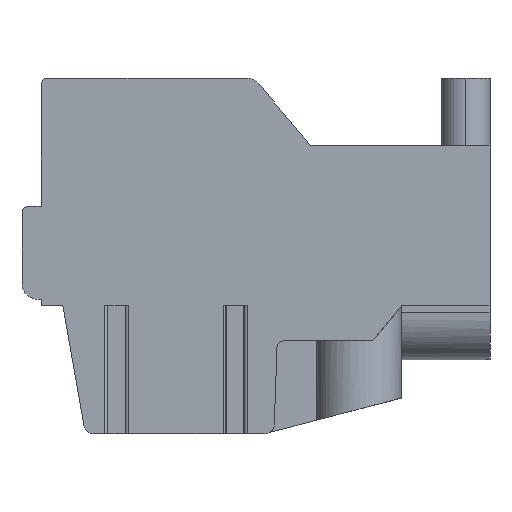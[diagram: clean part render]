
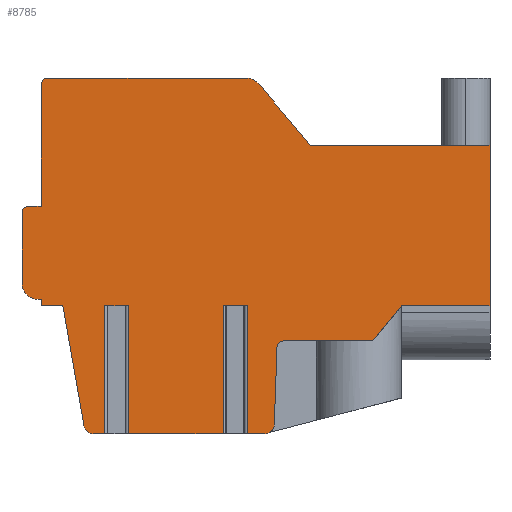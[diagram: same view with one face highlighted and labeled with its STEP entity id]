
A CAD part, front view. The second image highlights one B-rep face of the part: STEP entity #8785.
In plain terms, the highlighted planar face has unit normal (0, -1, 0).
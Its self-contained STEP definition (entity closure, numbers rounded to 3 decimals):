
#1=DIRECTION('',(1.,0.,0.));
#2=VECTOR('',#1,0.746);
#3=CARTESIAN_POINT('',(-12.023,0.,-7.186));
#4=LINE('',#3,#2);
#5=DIRECTION('',(0.,0.,-1.));
#6=VECTOR('',#5,4.);
#7=CARTESIAN_POINT('',(-12.023,0.,-7.186));
#8=LINE('',#7,#6);
#9=DIRECTION('',(-1.,0.,0.));
#10=VECTOR('',#9,0.348);
#11=CARTESIAN_POINT('',(-12.023,0.,-11.186));
#12=LINE('',#11,#10);
#13=CARTESIAN_POINT('',(-12.371,0.,-10.886));
#14=DIRECTION('',(0.,1.,0.));
#15=DIRECTION('',(0.,0.,-1.));
#16=AXIS2_PLACEMENT_3D('',#13,#14,#15);
#18=DIRECTION('',(-0.174,0.,0.985));
#19=VECTOR('',#18,3.81);
#20=CARTESIAN_POINT('',(-12.667,0.,-10.938));
#21=LINE('',#20,#19);
#22=DIRECTION('',(-1.,0.,0.));
#23=VECTOR('',#22,0.672);
#24=CARTESIAN_POINT('',(-13.328,0.,-7.186));
#25=LINE('',#24,#23);
#26=DIRECTION('',(0.,0.,1.));
#27=VECTOR('',#26,0.2);
#28=CARTESIAN_POINT('',(-14.,0.,-7.186));
#29=LINE('',#28,#27);
#30=DIRECTION('',(-1.,0.,0.));
#31=VECTOR('',#30,0.1);
#32=CARTESIAN_POINT('',(-14.,0.,-6.986));
#33=LINE('',#32,#31);
#34=CARTESIAN_POINT('',(-14.1,0.,-6.486));
#35=DIRECTION('',(0.,1.,0.));
#36=DIRECTION('',(0.,0.,-1.));
#37=AXIS2_PLACEMENT_3D('',#34,#35,#36);
#39=DIRECTION('',(0.,0.,1.));
#40=VECTOR('',#39,2.2);
#41=CARTESIAN_POINT('',(-14.6,0.,-6.486));
#42=LINE('',#41,#40);
#43=CARTESIAN_POINT('',(-14.4,0.,-4.286));
#44=DIRECTION('',(0.,1.,0.));
#45=DIRECTION('',(-1.,0.,0.));
#46=AXIS2_PLACEMENT_3D('',#43,#44,#45);
#48=DIRECTION('',(1.,0.,0.));
#49=VECTOR('',#48,0.4);
#50=CARTESIAN_POINT('',(-14.4,0.,-4.086));
#51=LINE('',#50,#49);
#52=DIRECTION('',(0.,0.,1.));
#53=VECTOR('',#52,3.8);
#54=CARTESIAN_POINT('',(-14.,0.,-4.086));
#55=LINE('',#54,#53);
#56=CARTESIAN_POINT('',(-13.8,0.,-0.286));
#57=DIRECTION('',(0.,1.,0.));
#58=DIRECTION('',(-1.,0.,0.));
#59=AXIS2_PLACEMENT_3D('',#56,#57,#58);
#61=DIRECTION('',(1.,0.,0.));
#62=VECTOR('',#61,6.205);
#63=CARTESIAN_POINT('',(-13.8,0.,-0.086));
#64=LINE('',#63,#62);
#65=CARTESIAN_POINT('',(-7.595,0.,-0.586));
#66=DIRECTION('',(0.,1.,0.));
#67=DIRECTION('',(0.,0.,1.));
#68=AXIS2_PLACEMENT_3D('',#65,#66,#67);
#70=DIRECTION('',(0.643,0.,-0.766));
#71=VECTOR('',#70,2.508);
#72=CARTESIAN_POINT('',(-7.212,0.,-0.264));
#73=LINE('',#72,#71);
#74=DIRECTION('',(1.,0.,0.));
#75=VECTOR('',#74,5.6);
#76=CARTESIAN_POINT('',(-5.6,0.,-2.186));
#77=LINE('',#76,#75);
#78=DIRECTION('',(0.,0.,-1.));
#79=VECTOR('',#78,5.);
#80=CARTESIAN_POINT('',(0.,0.,-2.186));
#81=LINE('',#80,#79);
#82=DIRECTION('',(-1.,0.,0.));
#83=VECTOR('',#82,2.75);
#84=CARTESIAN_POINT('',(0.,0.,-7.186));
#85=LINE('',#84,#83);
#86=DIRECTION('',(-0.635,0.,-0.773));
#87=VECTOR('',#86,1.423);
#88=CARTESIAN_POINT('',(-2.75,0.,-7.186));
#89=LINE('',#88,#87);
#90=DIRECTION('',(-1.,0.,0.));
#91=VECTOR('',#90,2.792);
#92=CARTESIAN_POINT('',(-3.653,0.,-8.286));
#93=LINE('',#92,#91);
#94=CARTESIAN_POINT('',(-6.445,0.,-8.486));
#95=DIRECTION('',(0.,-1.,0.));
#96=DIRECTION('',(0.,0.,1.));
#97=AXIS2_PLACEMENT_3D('',#94,#95,#96);
#99=DIRECTION('',(-0.035,0.,-0.999));
#100=VECTOR('',#99,2.419);
#101=CARTESIAN_POINT('',(-6.645,0.,-8.479));
#102=LINE('',#101,#100);
#103=CARTESIAN_POINT('',(-7.029,0.,-10.886));
#104=DIRECTION('',(0.,1.,0.));
#105=DIRECTION('',(0.999,0.,-0.035));
#106=AXIS2_PLACEMENT_3D('',#103,#104,#105);
#108=DIRECTION('',(-1.,0.,0.));
#109=VECTOR('',#108,0.547);
#110=CARTESIAN_POINT('',(-7.029,0.,-11.186));
#111=LINE('',#110,#109);
#112=DIRECTION('',(0.,0.,-1.));
#113=VECTOR('',#112,4.);
#114=CARTESIAN_POINT('',(-7.577,0.,-7.186));
#115=LINE('',#114,#113);
#116=DIRECTION('',(1.,0.,0.));
#117=VECTOR('',#116,0.746);
#118=CARTESIAN_POINT('',(-8.323,0.,-7.186));
#119=LINE('',#118,#117);
#120=DIRECTION('',(0.,0.,-1.));
#121=VECTOR('',#120,4.);
#122=CARTESIAN_POINT('',(-8.323,0.,-7.186));
#123=LINE('',#122,#121);
#124=DIRECTION('',(-1.,0.,0.));
#125=VECTOR('',#124,2.954);
#126=CARTESIAN_POINT('',(-8.323,0.,-11.186));
#127=LINE('',#126,#125);
#128=DIRECTION('',(0.,0.,-1.));
#129=VECTOR('',#128,4.);
#130=CARTESIAN_POINT('',(-11.277,0.,-7.186));
#131=LINE('',#130,#129);
#6801=CARTESIAN_POINT('',(-14.6,0.,-6.486));
#6802=CARTESIAN_POINT('',(-14.6,0.,-4.286));
#6803=VERTEX_POINT('',#6801);
#6804=VERTEX_POINT('',#6802);
#6805=CARTESIAN_POINT('',(-14.4,0.,-4.086));
#6806=VERTEX_POINT('',#6805);
#6807=CARTESIAN_POINT('',(-14.,0.,-4.086));
#6808=VERTEX_POINT('',#6807);
#6809=CARTESIAN_POINT('',(-14.,0.,-0.286));
#6810=VERTEX_POINT('',#6809);
#6811=CARTESIAN_POINT('',(-13.8,0.,-0.086));
#6812=VERTEX_POINT('',#6811);
#6813=CARTESIAN_POINT('',(-7.595,0.,-0.086));
#6814=VERTEX_POINT('',#6813);
#6815=CARTESIAN_POINT('',(-7.212,0.,-0.264));
#6816=VERTEX_POINT('',#6815);
#6817=CARTESIAN_POINT('',(-5.6,0.,-2.186));
#6818=VERTEX_POINT('',#6817);
#6819=CARTESIAN_POINT('',(0.,0.,-2.186));
#6820=VERTEX_POINT('',#6819);
#6821=CARTESIAN_POINT('',(0.,0.,-7.186));
#6822=VERTEX_POINT('',#6821);
#6823=CARTESIAN_POINT('',(-2.75,0.,-7.186));
#6824=VERTEX_POINT('',#6823);
#6825=CARTESIAN_POINT('',(-3.653,0.,-8.286));
#6826=VERTEX_POINT('',#6825);
#6827=CARTESIAN_POINT('',(-6.445,0.,-8.286));
#6828=VERTEX_POINT('',#6827);
#6829=CARTESIAN_POINT('',(-6.645,0.,-8.479));
#6830=VERTEX_POINT('',#6829);
#6831=CARTESIAN_POINT('',(-6.73,0.,-10.896));
#6832=VERTEX_POINT('',#6831);
#6833=CARTESIAN_POINT('',(-7.029,0.,-11.186));
#6834=VERTEX_POINT('',#6833);
#6835=CARTESIAN_POINT('',(-12.371,0.,-11.186));
#6836=CARTESIAN_POINT('',(-12.667,0.,-10.938));
#6837=VERTEX_POINT('',#6835);
#6838=VERTEX_POINT('',#6836);
#6839=CARTESIAN_POINT('',(-13.328,0.,-7.186));
#6840=VERTEX_POINT('',#6839);
#6841=CARTESIAN_POINT('',(-14.,0.,-7.186));
#6842=VERTEX_POINT('',#6841);
#6843=CARTESIAN_POINT('',(-14.,0.,-6.986));
#6844=VERTEX_POINT('',#6843);
#6845=CARTESIAN_POINT('',(-14.1,0.,-6.986));
#6846=VERTEX_POINT('',#6845);
#7297=CARTESIAN_POINT('',(-12.023,0.,-7.186));
#7298=CARTESIAN_POINT('',(-11.277,0.,-7.186));
#7299=VERTEX_POINT('',#7297);
#7300=VERTEX_POINT('',#7298);
#7301=CARTESIAN_POINT('',(-8.323,0.,-7.186));
#7302=CARTESIAN_POINT('',(-7.577,0.,-7.186));
#7303=VERTEX_POINT('',#7301);
#7304=VERTEX_POINT('',#7302);
#7305=CARTESIAN_POINT('',(-11.277,0.,-11.186));
#7306=VERTEX_POINT('',#7305);
#7307=CARTESIAN_POINT('',(-12.023,0.,-11.186));
#7308=VERTEX_POINT('',#7307);
#7309=CARTESIAN_POINT('',(-8.323,0.,-11.186));
#7310=VERTEX_POINT('',#7309);
#7311=CARTESIAN_POINT('',(-7.577,0.,-11.186));
#7312=VERTEX_POINT('',#7311);
#8716=CARTESIAN_POINT('',(0.,0.,0.));
#8717=DIRECTION('',(0.,1.,0.));
#8718=DIRECTION('',(1.,0.,0.));
#8719=AXIS2_PLACEMENT_3D('',#8716,#8717,#8718);
#8720=PLANE('',#8719);
#8722=ORIENTED_EDGE('',*,*,#8721,.F.);
#8724=ORIENTED_EDGE('',*,*,#8723,.T.);
#8726=ORIENTED_EDGE('',*,*,#8725,.T.);
#8728=ORIENTED_EDGE('',*,*,#8727,.T.);
#8730=ORIENTED_EDGE('',*,*,#8729,.T.);
#8732=ORIENTED_EDGE('',*,*,#8731,.T.);
#8734=ORIENTED_EDGE('',*,*,#8733,.T.);
#8736=ORIENTED_EDGE('',*,*,#8735,.T.);
#8738=ORIENTED_EDGE('',*,*,#8737,.T.);
#8740=ORIENTED_EDGE('',*,*,#8739,.T.);
#8742=ORIENTED_EDGE('',*,*,#8741,.T.);
#8744=ORIENTED_EDGE('',*,*,#8743,.T.);
#8746=ORIENTED_EDGE('',*,*,#8745,.T.);
#8748=ORIENTED_EDGE('',*,*,#8747,.T.);
#8750=ORIENTED_EDGE('',*,*,#8749,.T.);
#8752=ORIENTED_EDGE('',*,*,#8751,.T.);
#8754=ORIENTED_EDGE('',*,*,#8753,.T.);
#8756=ORIENTED_EDGE('',*,*,#8755,.T.);
#8758=ORIENTED_EDGE('',*,*,#8757,.T.);
#8760=ORIENTED_EDGE('',*,*,#8759,.T.);
#8762=ORIENTED_EDGE('',*,*,#8761,.T.);
#8764=ORIENTED_EDGE('',*,*,#8763,.T.);
#8766=ORIENTED_EDGE('',*,*,#8765,.T.);
#8768=ORIENTED_EDGE('',*,*,#8767,.T.);
#8770=ORIENTED_EDGE('',*,*,#8769,.T.);
#8772=ORIENTED_EDGE('',*,*,#8771,.T.);
#8774=ORIENTED_EDGE('',*,*,#8773,.F.);
#8776=ORIENTED_EDGE('',*,*,#8775,.F.);
#8778=ORIENTED_EDGE('',*,*,#8777,.T.);
#8780=ORIENTED_EDGE('',*,*,#8779,.T.);
#8782=ORIENTED_EDGE('',*,*,#8781,.F.);
#8783=EDGE_LOOP('',(#8722,#8724,#8726,#8728,#8730,#8732,#8734,#8736,#8738,#8740,
#8742,#8744,#8746,#8748,#8750,#8752,#8754,#8756,#8758,#8760,#8762,#8764,#8766,
#8768,#8770,#8772,#8774,#8776,#8778,#8780,#8782));
#8784=FACE_OUTER_BOUND('',#8783,.F.);
#8785=ADVANCED_FACE('',(#8784),#8720,.F.);
#17=CIRCLE('',#16,0.3);
#38=CIRCLE('',#37,0.5);
#47=CIRCLE('',#46,0.2);
#60=CIRCLE('',#59,0.2);
#69=CIRCLE('',#68,0.5);
#98=CIRCLE('',#97,0.2);
#107=CIRCLE('',#106,0.3);
#8721=EDGE_CURVE('',#7299,#7300,#4,.T.);
#8723=EDGE_CURVE('',#7299,#7308,#8,.T.);
#8725=EDGE_CURVE('',#7308,#6837,#12,.T.);
#8727=EDGE_CURVE('',#6837,#6838,#17,.T.);
#8729=EDGE_CURVE('',#6838,#6840,#21,.T.);
#8731=EDGE_CURVE('',#6840,#6842,#25,.T.);
#8733=EDGE_CURVE('',#6842,#6844,#29,.T.);
#8735=EDGE_CURVE('',#6844,#6846,#33,.T.);
#8737=EDGE_CURVE('',#6846,#6803,#38,.T.);
#8739=EDGE_CURVE('',#6803,#6804,#42,.T.);
#8741=EDGE_CURVE('',#6804,#6806,#47,.T.);
#8743=EDGE_CURVE('',#6806,#6808,#51,.T.);
#8745=EDGE_CURVE('',#6808,#6810,#55,.T.);
#8747=EDGE_CURVE('',#6810,#6812,#60,.T.);
#8749=EDGE_CURVE('',#6812,#6814,#64,.T.);
#8751=EDGE_CURVE('',#6814,#6816,#69,.T.);
#8753=EDGE_CURVE('',#6816,#6818,#73,.T.);
#8755=EDGE_CURVE('',#6818,#6820,#77,.T.);
#8757=EDGE_CURVE('',#6820,#6822,#81,.T.);
#8759=EDGE_CURVE('',#6822,#6824,#85,.T.);
#8761=EDGE_CURVE('',#6824,#6826,#89,.T.);
#8763=EDGE_CURVE('',#6826,#6828,#93,.T.);
#8765=EDGE_CURVE('',#6828,#6830,#98,.T.);
#8767=EDGE_CURVE('',#6830,#6832,#102,.T.);
#8769=EDGE_CURVE('',#6832,#6834,#107,.T.);
#8771=EDGE_CURVE('',#6834,#7312,#111,.T.);
#8773=EDGE_CURVE('',#7304,#7312,#115,.T.);
#8775=EDGE_CURVE('',#7303,#7304,#119,.T.);
#8777=EDGE_CURVE('',#7303,#7310,#123,.T.);
#8779=EDGE_CURVE('',#7310,#7306,#127,.T.);
#8781=EDGE_CURVE('',#7300,#7306,#131,.T.);
